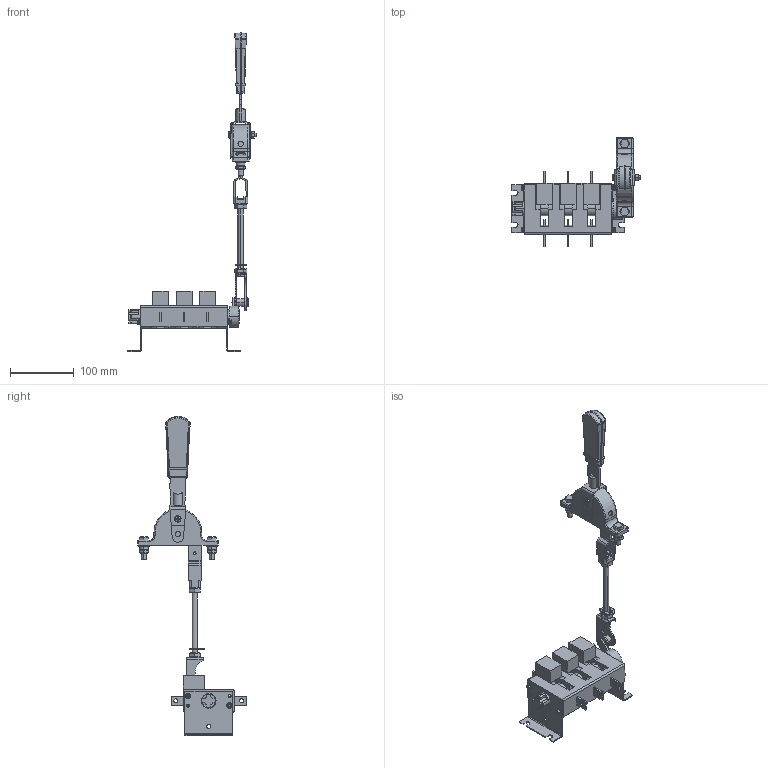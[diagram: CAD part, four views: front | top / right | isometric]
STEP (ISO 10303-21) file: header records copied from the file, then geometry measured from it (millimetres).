
FILE_DESCRIPTION (( 'STEP AP214' ), '1' );
FILE_NAME ('uvr32-31a31240-r.ÃÌ Âûêëþ÷àòåëü-ðàçúåäèíèòåëü ÂÐ32Ó-31A31240-R.STEP', '2024-12-10T09:19:23', ( '' ), ( '' ), 'SwSTEP 2.0', 'SolidWorks 2021', '' );
FILE_SCHEMA (( 'AUTOMOTIVE_DESIGN' ));
Length unit declared in the file: millimetre
Products named in the file (1): uvr32-31a31240-r.ÃÌ Âûêëþ÷àòåëü-ðàçúåäèíèòåëü ÂÐ32Ó-31A31240-R
Bounding box: 201.55 x 170.27 x 499.87 mm (x, y, z)
Volume: 582930.9 mm3; surface area: 191327.2 mm2
Topology: 27 solids, 27 shells, 1117 faces, 2932 edges, 1870 vertices
Faces by surface type: plane 612, cylinder 436, torus 35, cone 16, bspline 12, sphere 6
Entity records: 35998 total; most frequent: CARTESIAN_POINT 7682, DIRECTION 5899, ORIENTED_EDGE 5848, EDGE_CURVE 2924, AXIS2_PLACEMENT_3D 2025, VERTEX_POINT 1870, LINE 1849, VECTOR 1849
